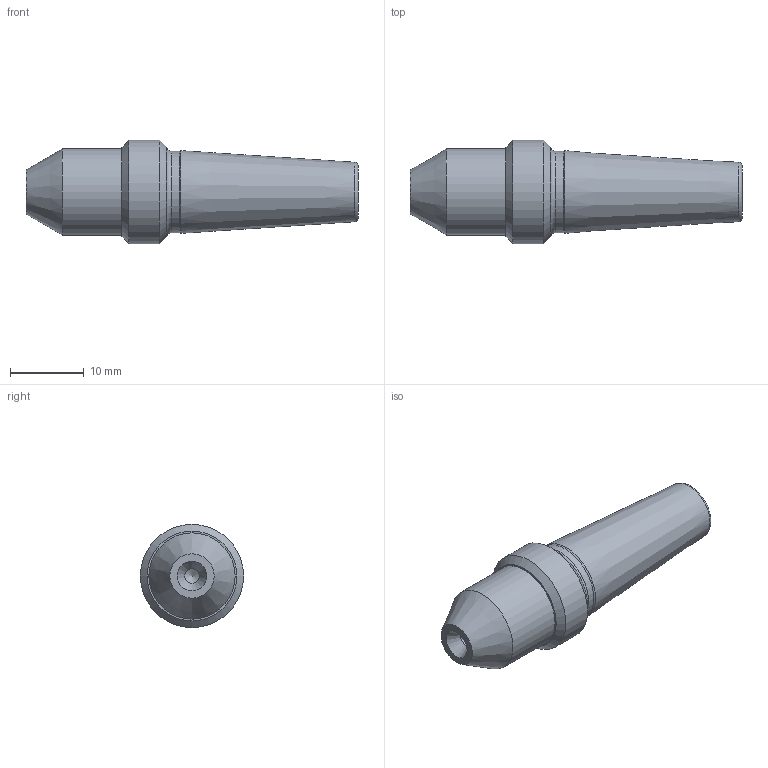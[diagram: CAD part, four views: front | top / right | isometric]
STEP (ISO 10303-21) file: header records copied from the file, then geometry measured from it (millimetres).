
FILE_DESCRIPTION(/* description */ (''),/* implementation_level */ '2;1');
FILE_NAME(/* name */ '10001097913nxv000_00_214.stp',/* time_stamp */ '2022-09-15T11:58:24+02:00',/* author */ (''),/* organization */ (''),/* preprocessor_version */ 'ST-DEVELOPER v16.7',/* originating_system */ 'SIEMENS PLM Software NX 12.0',/* authorisation */ '');
FILE_SCHEMA (('AUTOMOTIVE_DESIGN { 1 0 10303 214 3 1 1 1 }'));
Length unit declared in the file: millimetre
Products named in the file (1): 10001097913nxv000_00
Bounding box: 45 x 14 x 14 mm (x, y, z)
Volume: 3995.5 mm3; surface area: 1657.3 mm2
Topology: 1 solids, 1 shells, 16 faces, 33 edges, 20 vertices
Faces by surface type: cone 7, cylinder 4, plane 3, torus 2
Full cylindrical faces by diameter (mm): 2 x1, 11 x1, 11.7 x1, 14 x1
Entity records: 350 total; most frequent: DIRECTION 64, CARTESIAN_POINT 48, AXIS2_PLACEMENT_3D 32, FACE_BOUND 30, EDGE_LOOP 30, ORIENTED_EDGE 30, ADVANCED_FACE 16, VERTEX_POINT 16
